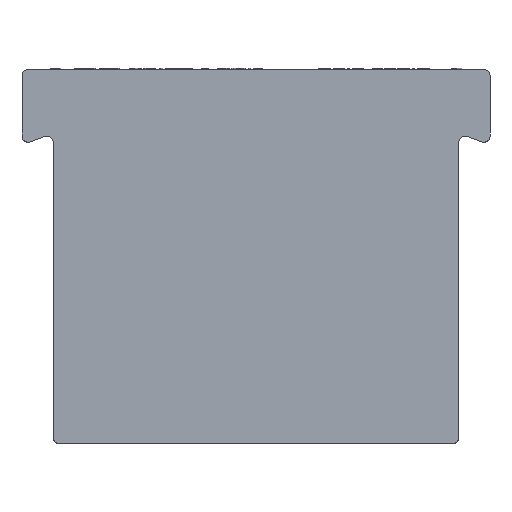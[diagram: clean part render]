
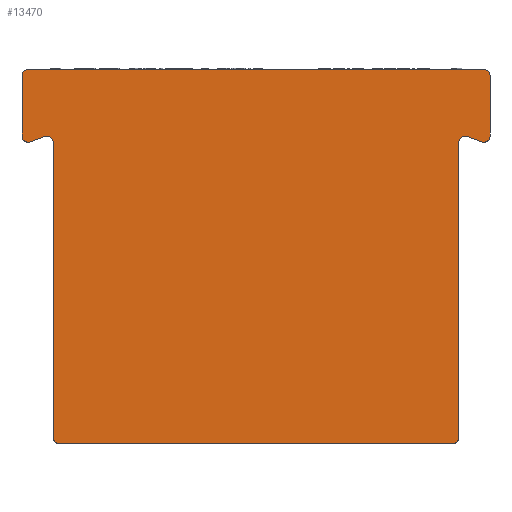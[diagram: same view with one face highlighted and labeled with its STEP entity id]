
A CAD part, left-side view. The second image highlights one B-rep face of the part: STEP entity #13470.
In plain terms, the highlighted planar face has unit normal (-1, 0, 0).
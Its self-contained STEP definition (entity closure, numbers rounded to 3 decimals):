
#88 = AXIS2_PLACEMENT_3D ( 'NONE', #4740, #7922, #21830 ) ;
#452 = ORIENTED_EDGE ( 'NONE', *, *, #6590, .T. ) ;
#539 = CIRCLE ( 'NONE', #17612, 1. ) ;
#600 = EDGE_CURVE ( 'NONE', #14583, #11998, #17613, .T. ) ;
#622 = CARTESIAN_POINT ( 'NONE',  ( 0., -37.5, 29. ) ) ;
#623 = LINE ( 'NONE', #843, #22236 ) ;
#668 = VECTOR ( 'NONE', #2853, 1000. ) ;
#773 = DIRECTION ( 'NONE',  ( 0., 0., -1. ) ) ;
#841 = CARTESIAN_POINT ( 'NONE',  ( 0., 31.5, -29. ) ) ;
#843 = CARTESIAN_POINT ( 'NONE',  ( 0., -32.5, -30. ) ) ;
#973 = ORIENTED_EDGE ( 'NONE', *, *, #15522, .T. ) ;
#1087 = CARTESIAN_POINT ( 'NONE',  ( 0., -36.5, 30. ) ) ;
#1762 = CARTESIAN_POINT ( 'NONE',  ( 0., 32.5, 20. ) ) ;
#2005 = DIRECTION ( 'NONE',  ( 0., 0., -1. ) ) ;
#2090 = DIRECTION ( 'NONE',  ( -1., 0., 0. ) ) ;
#2326 = CIRCLE ( 'NONE', #6668, 1. ) ;
#2683 = CARTESIAN_POINT ( 'NONE',  ( 0., -31.5, -30. ) ) ;
#2709 = VERTEX_POINT ( 'NONE', #14216 ) ;
#2853 = DIRECTION ( 'NONE',  ( 0., 1., 0. ) ) ;
#2970 = DIRECTION ( 'NONE',  ( 1., 0., 0. ) ) ;
#3274 = DIRECTION ( 'NONE',  ( 0., -0.94, 0.342 ) ) ;
#3289 = CARTESIAN_POINT ( 'NONE',  ( 0., 37.5, 29. ) ) ;
#3393 = EDGE_CURVE ( 'NONE', #8014, #2709, #2326, .T. ) ;
#3413 = EDGE_CURVE ( 'NONE', #17689, #17230, #12117, .T. ) ;
#3461 = CARTESIAN_POINT ( 'NONE',  ( 0., -32.5, 18.292 ) ) ;
#3502 = EDGE_CURVE ( 'NONE', #18289, #2709, #9030, .T. ) ;
#3883 = EDGE_CURVE ( 'NONE', #8424, #10056, #13195, .T. ) ;
#4188 = CARTESIAN_POINT ( 'NONE',  ( 0., 37.5, 30. ) ) ;
#4245 = VERTEX_POINT ( 'NONE', #14140 ) ;
#4477 = ORIENTED_EDGE ( 'NONE', *, *, #9404, .F. ) ;
#4653 = EDGE_CURVE ( 'NONE', #10111, #14583, #22151, .T. ) ;
#4678 = EDGE_CURVE ( 'NONE', #5367, #4245, #19587, .T. ) ;
#4740 = CARTESIAN_POINT ( 'NONE',  ( 0., -37.5, 30. ) ) ;
#4771 = ORIENTED_EDGE ( 'NONE', *, *, #600, .T. ) ;
#4773 = DIRECTION ( 'NONE',  ( -1., 0., 0. ) ) ;
#4931 = ORIENTED_EDGE ( 'NONE', *, *, #3883, .T. ) ;
#5166 = DIRECTION ( 'NONE',  ( 0., 0., -1. ) ) ;
#5367 = VERTEX_POINT ( 'NONE', #3461 ) ;
#5607 = CARTESIAN_POINT ( 'NONE',  ( 0., 36.5, 30. ) ) ;
#5919 = CIRCLE ( 'NONE', #8834, 1. ) ;
#5938 = CARTESIAN_POINT ( 'NONE',  ( 0., 37.5, 19.328 ) ) ;
#5956 = DIRECTION ( 'NONE',  ( 0., 0., 1. ) ) ;
#6135 = CARTESIAN_POINT ( 'NONE',  ( 0., 32.5, -29. ) ) ;
#6544 = DIRECTION ( 'NONE',  ( 1., 0., 0. ) ) ;
#6590 = EDGE_CURVE ( 'NONE', #10056, #8200, #20715, .T. ) ;
#6668 = AXIS2_PLACEMENT_3D ( 'NONE', #22479, #20769, #5166 ) ;
#6728 = VECTOR ( 'NONE', #3274, 1000. ) ;
#6933 = ORIENTED_EDGE ( 'NONE', *, *, #17487, .T. ) ;
#7151 = ORIENTED_EDGE ( 'NONE', *, *, #14706, .T. ) ;
#7380 = ORIENTED_EDGE ( 'NONE', *, *, #13337, .T. ) ;
#7747 = VECTOR ( 'NONE', #13919, 1000. ) ;
#7922 = DIRECTION ( 'NONE',  ( 1., 0., 0. ) ) ;
#8014 = VERTEX_POINT ( 'NONE', #8763 ) ;
#8075 = CARTESIAN_POINT ( 'NONE',  ( 0., 36.5, 19.328 ) ) ;
#8200 = VERTEX_POINT ( 'NONE', #3289 ) ;
#8424 = VERTEX_POINT ( 'NONE', #1087 ) ;
#8763 = CARTESIAN_POINT ( 'NONE',  ( 0., -36.158, 18.389 ) ) ;
#8834 = AXIS2_PLACEMENT_3D ( 'NONE', #22153, #6544, #2005 ) ;
#8982 = ORIENTED_EDGE ( 'NONE', *, *, #3413, .T. ) ;
#9030 = LINE ( 'NONE', #18014, #16833 ) ;
#9372 = DIRECTION ( 'NONE',  ( 0., -0.94, -0.342 ) ) ;
#9404 = EDGE_CURVE ( 'NONE', #13781, #15372, #14804, .T. ) ;
#9597 = DIRECTION ( 'NONE',  ( -1., 0., 0. ) ) ;
#9655 = VECTOR ( 'NONE', #19816, 1000. ) ;
#10056 = VERTEX_POINT ( 'NONE', #5607 ) ;
#10111 = VERTEX_POINT ( 'NONE', #5938 ) ;
#10685 = DIRECTION ( 'NONE',  ( -1., 0., 0. ) ) ;
#10755 = EDGE_CURVE ( 'NONE', #8200, #10111, #19881, .T. ) ;
#11024 = ORIENTED_EDGE ( 'NONE', *, *, #20204, .T. ) ;
#11285 = EDGE_LOOP ( 'NONE', ( #20221, #16824, #4771, #11024, #8982, #6933, #4477, #973, #7151, #19775, #21805, #18335, #20200, #7380, #4931, #452 ) ) ;
#11998 = VERTEX_POINT ( 'NONE', #12766 ) ;
#12117 = LINE ( 'NONE', #1762, #7747 ) ;
#12439 = CARTESIAN_POINT ( 'NONE',  ( 0., 36.5, 29. ) ) ;
#12543 = CARTESIAN_POINT ( 'NONE',  ( 0., 32.5, 18.292 ) ) ;
#12651 = VECTOR ( 'NONE', #773, 1000. ) ;
#12766 = CARTESIAN_POINT ( 'NONE',  ( 0., 33.842, 19.232 ) ) ;
#13195 = LINE ( 'NONE', #14670, #668 ) ;
#13337 = EDGE_CURVE ( 'NONE', #18289, #8424, #13860, .T. ) ;
#13470 = ADVANCED_FACE ( 'NONE', ( #18295 ), #20227, .F. ) ;
#13590 = AXIS2_PLACEMENT_3D ( 'NONE', #13708, #17474, #13929 ) ;
#13708 = CARTESIAN_POINT ( 'NONE',  ( 0., -31.5, -29. ) ) ;
#13781 = VERTEX_POINT ( 'NONE', #2683 ) ;
#13860 = CIRCLE ( 'NONE', #16035, 1. ) ;
#13919 = DIRECTION ( 'NONE',  ( 0., 0., -1. ) ) ;
#13929 = DIRECTION ( 'NONE',  ( 0., 0., -1. ) ) ;
#14140 = CARTESIAN_POINT ( 'NONE',  ( 0., -33.842, 19.232 ) ) ;
#14216 = CARTESIAN_POINT ( 'NONE',  ( 0., -37.5, 19.328 ) ) ;
#14573 = CARTESIAN_POINT ( 'NONE',  ( 0., -37.5, -30. ) ) ;
#14583 = VERTEX_POINT ( 'NONE', #20999 ) ;
#14670 = CARTESIAN_POINT ( 'NONE',  ( 0., -37.5, 30. ) ) ;
#14706 = EDGE_CURVE ( 'NONE', #15891, #5367, #623, .T. ) ;
#14745 = EDGE_CURVE ( 'NONE', #4245, #8014, #16193, .T. ) ;
#14803 = CARTESIAN_POINT ( 'NONE',  ( 0., -32.5, -29. ) ) ;
#14804 = LINE ( 'NONE', #14573, #9655 ) ;
#15372 = VERTEX_POINT ( 'NONE', #16027 ) ;
#15404 = CIRCLE ( 'NONE', #13590, 1. ) ;
#15437 = CARTESIAN_POINT ( 'NONE',  ( 0., 33.842, 19.232 ) ) ;
#15522 = EDGE_CURVE ( 'NONE', #13781, #15891, #15404, .T. ) ;
#15603 = AXIS2_PLACEMENT_3D ( 'NONE', #12439, #2090, #20977 ) ;
#15854 = DIRECTION ( 'NONE',  ( 0., 0., -1. ) ) ;
#15891 = VERTEX_POINT ( 'NONE', #14803 ) ;
#16027 = CARTESIAN_POINT ( 'NONE',  ( 0., 31.5, -30. ) ) ;
#16035 = AXIS2_PLACEMENT_3D ( 'NONE', #17622, #10685, #19324 ) ;
#16193 = LINE ( 'NONE', #17918, #20098 ) ;
#16824 = ORIENTED_EDGE ( 'NONE', *, *, #4653, .T. ) ;
#16833 = VECTOR ( 'NONE', #15854, 1000. ) ;
#16836 = CARTESIAN_POINT ( 'NONE',  ( 0., -33.5, 18.292 ) ) ;
#17230 = VERTEX_POINT ( 'NONE', #6135 ) ;
#17474 = DIRECTION ( 'NONE',  ( -1., 0., 0. ) ) ;
#17487 = EDGE_CURVE ( 'NONE', #17230, #15372, #539, .T. ) ;
#17612 = AXIS2_PLACEMENT_3D ( 'NONE', #841, #9597, #20068 ) ;
#17613 = LINE ( 'NONE', #15437, #6728 ) ;
#17622 = CARTESIAN_POINT ( 'NONE',  ( 0., -36.5, 29. ) ) ;
#17689 = VERTEX_POINT ( 'NONE', #12543 ) ;
#17918 = CARTESIAN_POINT ( 'NONE',  ( 0., -36.158, 18.389 ) ) ;
#18014 = CARTESIAN_POINT ( 'NONE',  ( 0., -37.5, 30. ) ) ;
#18214 = DIRECTION ( 'NONE',  ( 0., 0., -1. ) ) ;
#18289 = VERTEX_POINT ( 'NONE', #622 ) ;
#18295 = FACE_OUTER_BOUND ( 'NONE', #11285, .T. ) ;
#18335 = ORIENTED_EDGE ( 'NONE', *, *, #3393, .T. ) ;
#18852 = AXIS2_PLACEMENT_3D ( 'NONE', #16836, #2970, #18214 ) ;
#19324 = DIRECTION ( 'NONE',  ( 0., 0., -1. ) ) ;
#19587 = CIRCLE ( 'NONE', #18852, 1. ) ;
#19775 = ORIENTED_EDGE ( 'NONE', *, *, #4678, .T. ) ;
#19816 = DIRECTION ( 'NONE',  ( 0., 1., 0. ) ) ;
#19881 = LINE ( 'NONE', #4188, #12651 ) ;
#20068 = DIRECTION ( 'NONE',  ( 0., 0., -1. ) ) ;
#20098 = VECTOR ( 'NONE', #9372, 1000. ) ;
#20148 = DIRECTION ( 'NONE',  ( 0., 0., -1. ) ) ;
#20200 = ORIENTED_EDGE ( 'NONE', *, *, #3502, .F. ) ;
#20204 = EDGE_CURVE ( 'NONE', #11998, #17689, #5919, .T. ) ;
#20221 = ORIENTED_EDGE ( 'NONE', *, *, #10755, .T. ) ;
#20227 = PLANE ( 'NONE',  #88 ) ;
#20715 = CIRCLE ( 'NONE', #15603, 1. ) ;
#20769 = DIRECTION ( 'NONE',  ( -1., 0., 0. ) ) ;
#20977 = DIRECTION ( 'NONE',  ( 0., 0., -1. ) ) ;
#20999 = CARTESIAN_POINT ( 'NONE',  ( 0., 36.158, 18.389 ) ) ;
#21420 = AXIS2_PLACEMENT_3D ( 'NONE', #8075, #4773, #20148 ) ;
#21805 = ORIENTED_EDGE ( 'NONE', *, *, #14745, .T. ) ;
#21830 = DIRECTION ( 'NONE',  ( 0., 0., -1. ) ) ;
#22151 = CIRCLE ( 'NONE', #21420, 1. ) ;
#22153 = CARTESIAN_POINT ( 'NONE',  ( 0., 33.5, 18.292 ) ) ;
#22236 = VECTOR ( 'NONE', #5956, 1000. ) ;
#22479 = CARTESIAN_POINT ( 'NONE',  ( 0., -36.5, 19.328 ) ) ;
